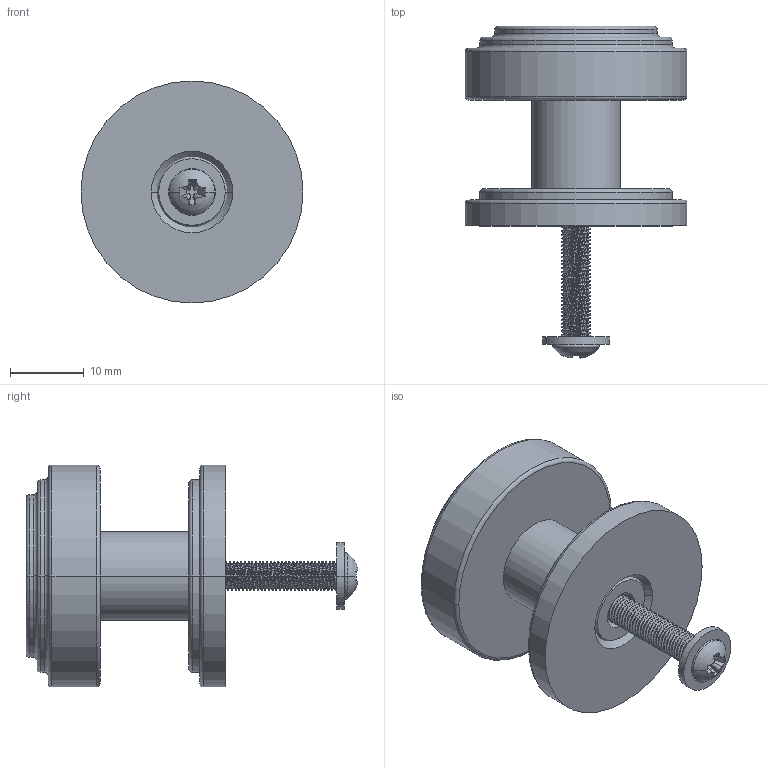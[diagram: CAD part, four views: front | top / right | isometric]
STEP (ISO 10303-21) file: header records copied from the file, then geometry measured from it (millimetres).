
FILE_DESCRIPTION((''),'2;1');
FILE_NAME('JCFLS002CH_ASM','2020-12-02T21:17:34',('25393'),(''),'CREO PARAMETRIC BY PTC INC, 2018020','CREO PARAMETRIC BY PTC INC, 2018020','');
FILE_SCHEMA(('CONFIG_CONTROL_DESIGN'));
Length unit declared in the file: millimetre
Products named in the file (6): JCFLS002-032; JCFLS002-072; JCFLS002-012; BT-M4X24; M4_9_1; JCFLS002CH_ASM
Assembly tree (5 placements, depth 2):
  JCFLS002CH_ASM
    JCFLS002-032
    JCFLS002-072
    JCFLS002-012
    BT-M4X24
    M4_9_1
Bounding box: 30 x 44.85 x 30 mm (x, y, z)
Volume: 10617.6 mm3; surface area: 6164.2 mm2
Topology: 5 solids, 5 shells, 244 faces, 612 edges, 385 vertices
Faces by surface type: cylinder 126, bspline 43, plane 31, cone 22, torus 20, sphere 2
Entity records: 19859 total; most frequent: CARTESIAN_POINT 14384, ORIENTED_EDGE 1220, DIRECTION 938, EDGE_CURVE 610, VERTEX_POINT 385, AXIS2_PLACEMENT_3D 361, EDGE_LOOP 259, B_SPLINE_CURVE_WITH_KNOTS 245
